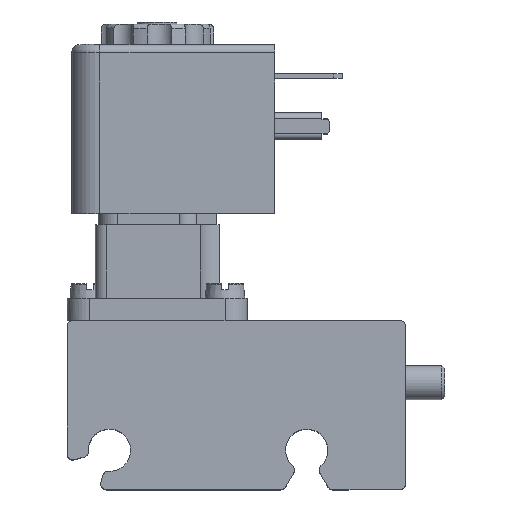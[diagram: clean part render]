
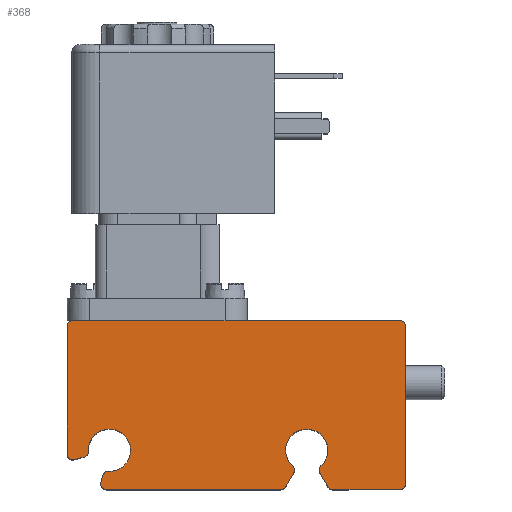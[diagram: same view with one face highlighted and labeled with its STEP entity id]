
A CAD part, top view. The second image highlights one B-rep face of the part: STEP entity #368.
In plain terms, the highlighted planar face has unit normal (0, 0, 1).
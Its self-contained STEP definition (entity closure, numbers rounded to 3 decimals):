
#73=CARTESIAN_POINT('',(10.876,14.34,32.0));
#74=VERTEX_POINT('',#73);
#75=CARTESIAN_POINT('',(-13.124,14.34,32.));
#76=VERTEX_POINT('',#75);
#77=CARTESIAN_POINT('',(10.876,14.34,32.0));
#78=DIRECTION('',(-1.0,0.0,0.0));
#79=VECTOR('',#78,24.);
#80=LINE('',#77,#79);
#81=EDGE_CURVE('',#74,#76,#80,.T.);
#165=CARTESIAN_POINT('',(12.516,-1.735,32.0));
#166=DIRECTION('',(0.0,0.0,1.0));
#167=DIRECTION('',(1.0,0.0,0.0));
#168=AXIS2_PLACEMENT_3D('',#165,#166,#167);
#169=PLANE('',#168);
#170=ORIENTED_EDGE('',*,*,#81,.T.);
#171=CARTESIAN_POINT('',(-16.124,14.34,32.0));
#172=VERTEX_POINT('',#171);
#173=CARTESIAN_POINT('',(-16.124,14.34,32.0));
#174=DIRECTION('',(1.0,0.0,0.0));
#175=VECTOR('',#174,3.);
#176=LINE('',#173,#175);
#177=EDGE_CURVE('',#172,#76,#176,.T.);
#178=ORIENTED_EDGE('',*,*,#177,.F.);
#179=CARTESIAN_POINT('',(-17.124,13.34,32.0));
#180=VERTEX_POINT('',#179);
#181=CARTESIAN_POINT('',(-16.124,13.34,32.0));
#182=DIRECTION('',(0.0,0.0,-1.0));
#183=DIRECTION('',(-0.707,0.707,0.0));
#184=AXIS2_PLACEMENT_3D('',#181,#182,#183);
#185=CIRCLE('',#184,1.0);
#186=EDGE_CURVE('',#180,#172,#185,.T.);
#187=ORIENTED_EDGE('',*,*,#186,.F.);
#188=CARTESIAN_POINT('',(-17.124,-9.366,32.0));
#189=VERTEX_POINT('',#188);
#190=CARTESIAN_POINT('',(-17.124,-9.366,32.0));
#191=DIRECTION('',(0.0,1.0,0.0));
#192=VECTOR('',#191,22.706);
#193=LINE('',#190,#192);
#194=EDGE_CURVE('',#189,#180,#193,.T.);
#195=ORIENTED_EDGE('',*,*,#194,.F.);
#196=CARTESIAN_POINT('',(-15.866,-10.332,32.0));
#197=VERTEX_POINT('',#196);
#198=CARTESIAN_POINT('',(-16.124,-9.366,32.0));
#199=DIRECTION('',(0.0,0.0,-1.0));
#200=DIRECTION('',(-0.609,-0.793,0.0));
#201=AXIS2_PLACEMENT_3D('',#198,#199,#200);
#202=CIRCLE('',#201,1.0);
#203=EDGE_CURVE('',#197,#189,#202,.T.);
#204=ORIENTED_EDGE('',*,*,#203,.F.);
#205=CARTESIAN_POINT('',(-14.11,-9.862,32.0));
#206=VERTEX_POINT('',#205);
#207=CARTESIAN_POINT('',(-14.11,-9.862,32.0));
#208=DIRECTION('',(-0.966,-0.259,0.0));
#209=VECTOR('',#208,1.818);
#210=LINE('',#207,#209);
#211=EDGE_CURVE('',#206,#197,#210,.T.);
#212=ORIENTED_EDGE('',*,*,#211,.F.);
#213=CARTESIAN_POINT('',(-13.37,-8.846,32.0));
#214=VERTEX_POINT('',#213);
#215=CARTESIAN_POINT('',(-14.368,-8.896,32.0));
#216=DIRECTION('',(0.0,0.0,-1.0));
#217=DIRECTION('',(0.808,-0.589,0.0));
#218=AXIS2_PLACEMENT_3D('',#215,#216,#217);
#219=CIRCLE('',#218,1.0);
#220=EDGE_CURVE('',#214,#206,#219,.T.);
#221=ORIENTED_EDGE('',*,*,#220,.F.);
#222=CARTESIAN_POINT('',(-9.811,-12.405,32.0));
#223=VERTEX_POINT('',#222);
#224=CARTESIAN_POINT('',(-9.624,-8.66,32.0));
#225=DIRECTION('',(0.0,0.0,1.0));
#226=DIRECTION('',(0.259,0.966,0.0));
#227=AXIS2_PLACEMENT_3D('',#224,#225,#226);
#228=CIRCLE('',#227,3.75);
#229=EDGE_CURVE('',#223,#214,#228,.T.);
#230=ORIENTED_EDGE('',*,*,#229,.F.);
#231=CARTESIAN_POINT('',(-10.826,-13.145,32.0));
#232=VERTEX_POINT('',#231);
#233=CARTESIAN_POINT('',(-9.86,-13.404,32.0));
#234=DIRECTION('',(0.0,0.0,-1.0));
#235=DIRECTION('',(-0.589,0.808,0.0));
#236=AXIS2_PLACEMENT_3D('',#233,#234,#235);
#237=CIRCLE('',#236,1.0);
#238=EDGE_CURVE('',#232,#223,#237,.T.);
#239=ORIENTED_EDGE('',*,*,#238,.F.);
#240=CARTESIAN_POINT('',(-11.163,-14.401,32.0));
#241=VERTEX_POINT('',#240);
#242=CARTESIAN_POINT('',(-11.163,-14.401,32.0));
#243=DIRECTION('',(0.259,0.966,0.0));
#244=VECTOR('',#243,1.3);
#245=LINE('',#242,#244);
#246=EDGE_CURVE('',#241,#232,#245,.T.);
#247=ORIENTED_EDGE('',*,*,#246,.F.);
#248=CARTESIAN_POINT('',(-10.197,-15.66,32.0));
#249=VERTEX_POINT('',#248);
#250=CARTESIAN_POINT('',(-10.197,-14.66,32.0));
#251=DIRECTION('',(0.0,0.0,-1.0));
#252=DIRECTION('',(-0.793,-0.609,0.0));
#253=AXIS2_PLACEMENT_3D('',#250,#251,#252);
#254=CIRCLE('',#253,1.0);
#255=EDGE_CURVE('',#249,#241,#254,.T.);
#256=ORIENTED_EDGE('',*,*,#255,.F.);
#257=CARTESIAN_POINT('',(20.757,-15.66,32.0));
#258=VERTEX_POINT('',#257);
#259=CARTESIAN_POINT('',(20.757,-15.66,32.0));
#260=DIRECTION('',(-1.0,0.0,0.0));
#261=VECTOR('',#260,30.954);
#262=LINE('',#259,#261);
#263=EDGE_CURVE('',#258,#249,#262,.T.);
#264=ORIENTED_EDGE('',*,*,#263,.F.);
#265=CARTESIAN_POINT('',(21.623,-15.16,32.0));
#266=VERTEX_POINT('',#265);
#267=CARTESIAN_POINT('',(20.757,-14.66,32.0));
#268=DIRECTION('',(0.0,0.0,-1.0));
#269=DIRECTION('',(0.5,-0.866,0.0));
#270=AXIS2_PLACEMENT_3D('',#267,#268,#269);
#271=CIRCLE('',#270,1.0);
#272=EDGE_CURVE('',#266,#258,#271,.T.);
#273=ORIENTED_EDGE('',*,*,#272,.F.);
#274=CARTESIAN_POINT('',(23.054,-12.681,32.0));
#275=VERTEX_POINT('',#274);
#276=CARTESIAN_POINT('',(23.054,-12.681,32.0));
#277=DIRECTION('',(-0.5,-0.866,0.0));
#278=VECTOR('',#277,2.862);
#279=LINE('',#276,#278);
#280=EDGE_CURVE('',#275,#266,#279,.T.);
#281=ORIENTED_EDGE('',*,*,#280,.F.);
#282=CARTESIAN_POINT('',(22.859,-11.44,32.0));
#283=VERTEX_POINT('',#282);
#284=CARTESIAN_POINT('',(22.188,-12.181,32.0));
#285=DIRECTION('',(0.0,0.0,-1.0));
#286=DIRECTION('',(0.988,0.155,0.0));
#287=AXIS2_PLACEMENT_3D('',#284,#285,#286);
#288=CIRCLE('',#287,1.0);
#289=EDGE_CURVE('',#283,#275,#288,.T.);
#290=ORIENTED_EDGE('',*,*,#289,.F.);
#291=CARTESIAN_POINT('',(27.892,-11.44,32.0));
#292=VERTEX_POINT('',#291);
#293=CARTESIAN_POINT('',(25.376,-8.66,32.0));
#294=DIRECTION('',(0.0,0.0,1.0));
#295=DIRECTION('',(-0.5,0.866,0.0));
#296=AXIS2_PLACEMENT_3D('',#293,#294,#295);
#297=CIRCLE('',#296,3.75);
#298=EDGE_CURVE('',#292,#283,#297,.T.);
#299=ORIENTED_EDGE('',*,*,#298,.F.);
#300=CARTESIAN_POINT('',(27.697,-12.681,32.0));
#301=VERTEX_POINT('',#300);
#302=CARTESIAN_POINT('',(28.563,-12.181,32.0));
#303=DIRECTION('',(0.0,0.0,-1.0));
#304=DIRECTION('',(-0.988,0.155,0.0));
#305=AXIS2_PLACEMENT_3D('',#302,#303,#304);
#306=CIRCLE('',#305,1.0);
#307=EDGE_CURVE('',#301,#292,#306,.T.);
#308=ORIENTED_EDGE('',*,*,#307,.F.);
#309=CARTESIAN_POINT('',(29.128,-15.16,32.0));
#310=VERTEX_POINT('',#309);
#311=CARTESIAN_POINT('',(29.128,-15.16,32.0));
#312=DIRECTION('',(-0.5,0.866,0.0));
#313=VECTOR('',#312,2.862);
#314=LINE('',#311,#313);
#315=EDGE_CURVE('',#310,#301,#314,.T.);
#316=ORIENTED_EDGE('',*,*,#315,.F.);
#317=CARTESIAN_POINT('',(29.994,-15.66,32.0));
#318=VERTEX_POINT('',#317);
#319=CARTESIAN_POINT('',(29.994,-14.66,32.0));
#320=DIRECTION('',(0.0,0.0,-1.0));
#321=DIRECTION('',(-0.5,-0.866,0.0));
#322=AXIS2_PLACEMENT_3D('',#319,#320,#321);
#323=CIRCLE('',#322,1.0);
#324=EDGE_CURVE('',#318,#310,#323,.T.);
#325=ORIENTED_EDGE('',*,*,#324,.F.);
#326=CARTESIAN_POINT('',(41.876,-15.66,32.0));
#327=VERTEX_POINT('',#326);
#328=CARTESIAN_POINT('',(41.876,-15.66,32.0));
#329=DIRECTION('',(-1.0,0.0,0.0));
#330=VECTOR('',#329,11.881);
#331=LINE('',#328,#330);
#332=EDGE_CURVE('',#327,#318,#331,.T.);
#333=ORIENTED_EDGE('',*,*,#332,.F.);
#334=CARTESIAN_POINT('',(42.876,-14.66,32.0));
#335=VERTEX_POINT('',#334);
#336=CARTESIAN_POINT('',(41.876,-14.66,32.0));
#337=DIRECTION('',(0.0,0.0,-1.0));
#338=DIRECTION('',(0.707,-0.707,0.0));
#339=AXIS2_PLACEMENT_3D('',#336,#337,#338);
#340=CIRCLE('',#339,1.0);
#341=EDGE_CURVE('',#335,#327,#340,.T.);
#342=ORIENTED_EDGE('',*,*,#341,.F.);
#343=CARTESIAN_POINT('',(42.876,13.34,32.0));
#344=VERTEX_POINT('',#343);
#345=CARTESIAN_POINT('',(42.876,13.34,32.0));
#346=DIRECTION('',(0.0,-1.0,0.0));
#347=VECTOR('',#346,28.0);
#348=LINE('',#345,#347);
#349=EDGE_CURVE('',#344,#335,#348,.T.);
#350=ORIENTED_EDGE('',*,*,#349,.F.);
#351=CARTESIAN_POINT('',(41.876,14.34,32.0));
#352=VERTEX_POINT('',#351);
#353=CARTESIAN_POINT('',(41.876,13.34,32.0));
#354=DIRECTION('',(0.0,0.0,-1.0));
#355=DIRECTION('',(0.707,0.707,0.0));
#356=AXIS2_PLACEMENT_3D('',#353,#354,#355);
#357=CIRCLE('',#356,1.0);
#358=EDGE_CURVE('',#352,#344,#357,.T.);
#359=ORIENTED_EDGE('',*,*,#358,.F.);
#360=CARTESIAN_POINT('',(10.876,14.34,32.0));
#361=DIRECTION('',(1.0,0.0,0.0));
#362=VECTOR('',#361,31.);
#363=LINE('',#360,#362);
#364=EDGE_CURVE('',#74,#352,#363,.T.);
#365=ORIENTED_EDGE('',*,*,#364,.F.);
#366=EDGE_LOOP('',(#170,#178,#187,#195,#204,#212,#221,#230,#239,#247,#256,#264,#273,#281,#290,#299,#308,#316,#325,#333,#342,#350,#359,#365));
#367=FACE_OUTER_BOUND('',#366,.T.);
#368=ADVANCED_FACE('',(#367),#169,.T.);
